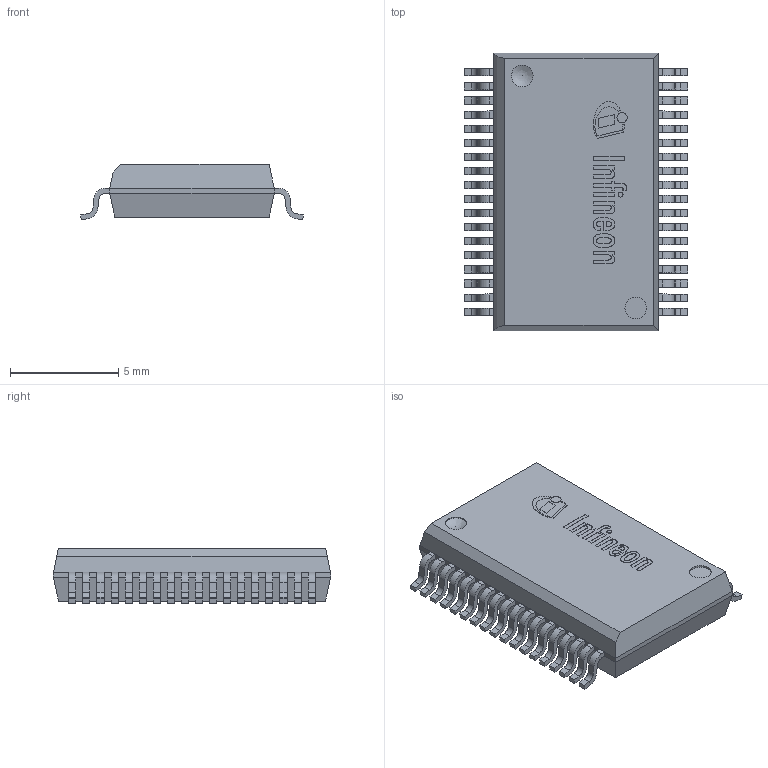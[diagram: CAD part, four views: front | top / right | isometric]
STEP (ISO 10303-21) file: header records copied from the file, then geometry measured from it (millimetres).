
FILE_DESCRIPTION(/* description */ (''),/* implementation_level */ '2;1');
FILE_NAME(/* name */ 'PG-DSO-36-38_Z8B00022539_5.2x4.6_V17_3D.stp',/* time_stamp */ '2024-08-26T17:25:14+05:30',/* author */ ('sivamani'),/* organization */ (''),/* preprocessor_version */ 'ST-DEVELOPER v19.2',/* originating_system */ 'AutoCAD Mechanical',/* authorisation */ '');
FILE_SCHEMA (('AUTOMOTIVE_DESIGN { 1 0 10303 214 3 1 1 }'));
Length unit declared in the file: millimetre
Products named in the file (1): Product
Bounding box: 10.3 x 12.8 x 2.56 mm (x, y, z)
Volume: 231.3 mm3; surface area: 812.3 mm2
Topology: 53 solids, 53 shells, 758 faces, 1948 edges, 1297 vertices
Faces by surface type: plane 474, cylinder 267, bspline 13, torus 2, sphere 2
Full cylindrical faces by diameter (mm): 0.229 x1, 0.472 x1, 1 x3
Entity records: 23326 total; most frequent: CARTESIAN_POINT 4417, DIRECTION 3953, ORIENTED_EDGE 3890, EDGE_CURVE 1945, LINE 1373, VECTOR 1373, VERTEX_POINT 1297, AXIS2_PLACEMENT_3D 1290
